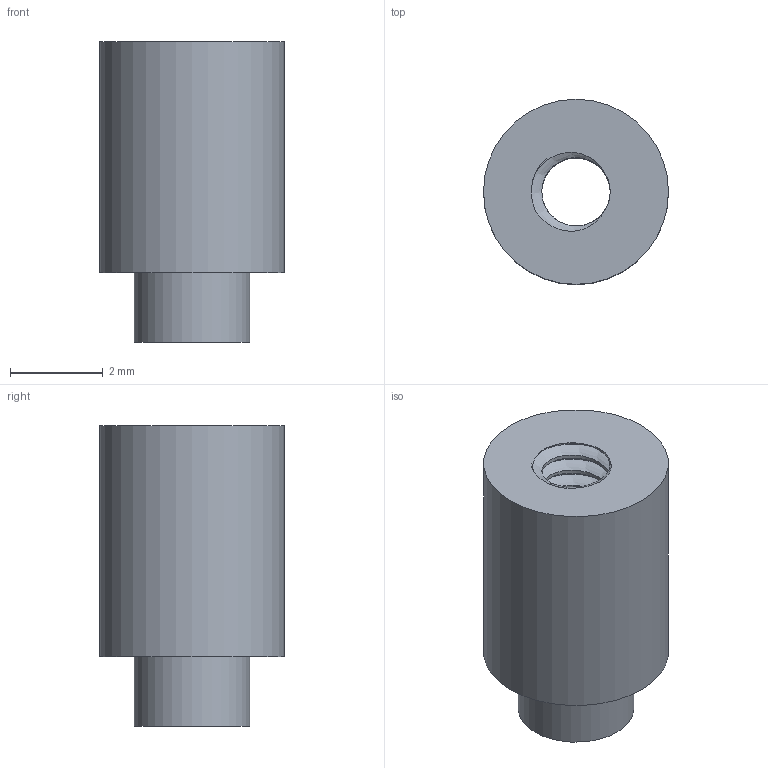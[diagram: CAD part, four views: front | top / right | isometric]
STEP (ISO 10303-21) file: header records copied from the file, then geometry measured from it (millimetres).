
FILE_DESCRIPTION(/* description */ (''),/* implementation_level */ '2;1');
FILE_NAME(/* name */ 'solder-nut-4x5x2.5x1.5.step',/* time_stamp */ '2024-02-03T16:01:41+01:00',/* author */ (''),/* organization */ (''),/* preprocessor_version */ 'ST-DEVELOPER v20',/* originating_system */ 'Autodesk Translation Framework v12.20.1.177',/* authorisation */ '');
FILE_SCHEMA (('AUTOMOTIVE_DESIGN { 1 0 10303 214 3 1 1 }'));
Length unit declared in the file: millimetre
Products named in the file (1): solder-nut
Bounding box: 4 x 4 x 6.5 mm (x, y, z)
Volume: 55.4 mm3; surface area: 152.8 mm2
Topology: 1 solids, 1 shells, 42 faces, 117 edges, 78 vertices
Faces by surface type: cylinder 37, plane 3, bspline 2
Full cylindrical faces by diameter (mm): 1.478 x5, 1.933 x10, 2.5 x1, 4 x1
Entity records: 3395 total; most frequent: CARTESIAN_POINT 2411, ORIENTED_EDGE 234, DIRECTION 135, EDGE_CURVE 117, VERTEX_POINT 78, B_SPLINE_CURVE_WITH_KNOTS 73, AXIS2_PLACEMENT_3D 50, EDGE_LOOP 45
